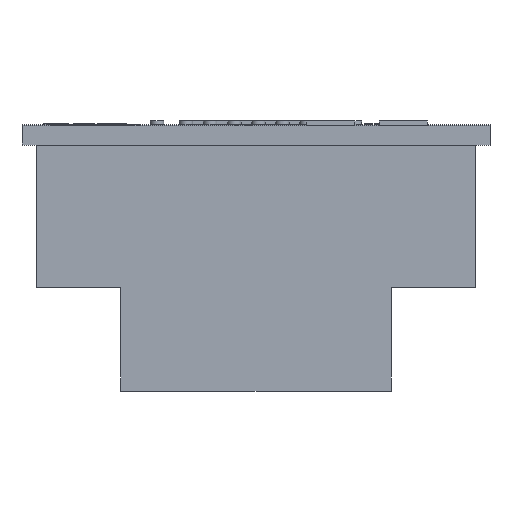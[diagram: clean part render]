
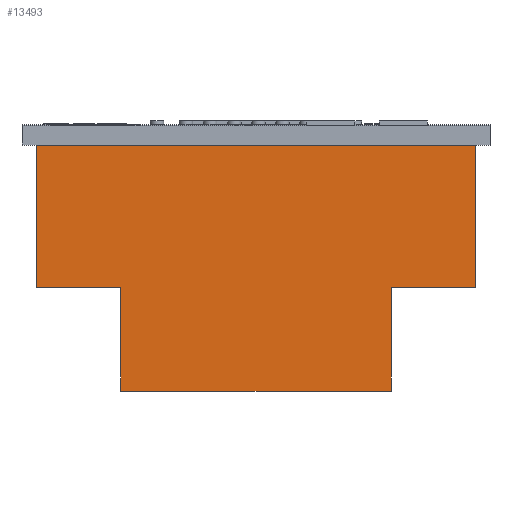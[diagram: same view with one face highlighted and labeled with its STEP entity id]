
A CAD part, front view. The second image highlights one B-rep face of the part: STEP entity #13493.
In plain terms, the highlighted planar face has unit normal (0, -1, 0).
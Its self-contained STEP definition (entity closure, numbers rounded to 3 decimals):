
#1627=DIRECTION('',(0.,0.,-1.));
#1628=VECTOR('',#1627,29.5);
#1629=CARTESIAN_POINT('',(45.5,-45.5,0.));
#1630=LINE('',#1629,#1628);
#1631=DIRECTION('',(-1.,0.,0.));
#1632=VECTOR('',#1631,17.5);
#1633=CARTESIAN_POINT('',(45.5,-45.5,-29.5));
#1634=LINE('',#1633,#1632);
#1635=DIRECTION('',(0.,0.,-1.));
#1636=VECTOR('',#1635,21.5);
#1637=CARTESIAN_POINT('',(28.,-45.5,-29.5));
#1638=LINE('',#1637,#1636);
#1639=DIRECTION('',(-1.,0.,0.));
#1640=VECTOR('',#1639,56.);
#1641=CARTESIAN_POINT('',(28.,-45.5,-51.));
#1642=LINE('',#1641,#1640);
#1643=DIRECTION('',(0.,0.,1.));
#1644=VECTOR('',#1643,21.5);
#1645=CARTESIAN_POINT('',(-28.,-45.5,-51.));
#1646=LINE('',#1645,#1644);
#1647=DIRECTION('',(-1.,0.,0.));
#1648=VECTOR('',#1647,17.5);
#1649=CARTESIAN_POINT('',(-28.,-45.5,-29.5));
#1650=LINE('',#1649,#1648);
#1651=DIRECTION('',(0.,0.,1.));
#1652=VECTOR('',#1651,29.5);
#1653=CARTESIAN_POINT('',(-45.5,-45.5,-29.5));
#1654=LINE('',#1653,#1652);
#1659=DIRECTION('',(1.,0.,0.));
#1660=VECTOR('',#1659,91.);
#1661=CARTESIAN_POINT('',(-45.5,-45.5,0.));
#1662=LINE('',#1661,#1660);
#8517=CARTESIAN_POINT('',(45.5,-45.5,-29.5));
#8518=CARTESIAN_POINT('',(28.,-45.5,-29.5));
#8519=VERTEX_POINT('',#8517);
#8520=VERTEX_POINT('',#8518);
#8521=CARTESIAN_POINT('',(28.,-45.5,-51.));
#8522=VERTEX_POINT('',#8521);
#8523=CARTESIAN_POINT('',(-28.,-45.5,-51.));
#8524=VERTEX_POINT('',#8523);
#8525=CARTESIAN_POINT('',(-28.,-45.5,-29.5));
#8526=VERTEX_POINT('',#8525);
#8527=CARTESIAN_POINT('',(-45.5,-45.5,-29.5));
#8528=VERTEX_POINT('',#8527);
#8541=CARTESIAN_POINT('',(45.5,-45.5,0.));
#8543=VERTEX_POINT('',#8541);
#8545=CARTESIAN_POINT('',(-45.5,-45.5,0.));
#8547=VERTEX_POINT('',#8545);
#13472=CARTESIAN_POINT('',(0.,-45.5,0.));
#13473=DIRECTION('',(0.,1.,0.));
#13474=DIRECTION('',(1.,0.,0.));
#13475=AXIS2_PLACEMENT_3D('',#13472,#13473,#13474);
#13476=PLANE('',#13475);
#13478=ORIENTED_EDGE('',*,*,#13477,.T.);
#13480=ORIENTED_EDGE('',*,*,#13479,.T.);
#13482=ORIENTED_EDGE('',*,*,#13481,.T.);
#13484=ORIENTED_EDGE('',*,*,#13483,.T.);
#13486=ORIENTED_EDGE('',*,*,#13485,.T.);
#13487=ORIENTED_EDGE('',*,*,#13438,.T.);
#13488=ORIENTED_EDGE('',*,*,#13416,.T.);
#13490=ORIENTED_EDGE('',*,*,#13489,.T.);
#13491=EDGE_LOOP('',(#13478,#13480,#13482,#13484,#13486,#13487,#13488,#13490));
#13492=FACE_OUTER_BOUND('',#13491,.F.);
#13493=ADVANCED_FACE('',(#13492),#13476,.F.);
#13416=EDGE_CURVE('',#8526,#8528,#1650,.T.);
#13438=EDGE_CURVE('',#8524,#8526,#1646,.T.);
#13477=EDGE_CURVE('',#8547,#8543,#1662,.T.);
#13479=EDGE_CURVE('',#8543,#8519,#1630,.T.);
#13481=EDGE_CURVE('',#8519,#8520,#1634,.T.);
#13483=EDGE_CURVE('',#8520,#8522,#1638,.T.);
#13485=EDGE_CURVE('',#8522,#8524,#1642,.T.);
#13489=EDGE_CURVE('',#8528,#8547,#1654,.T.);
